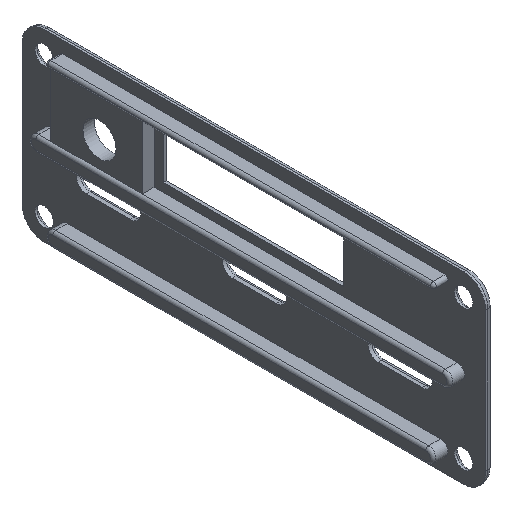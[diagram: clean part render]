
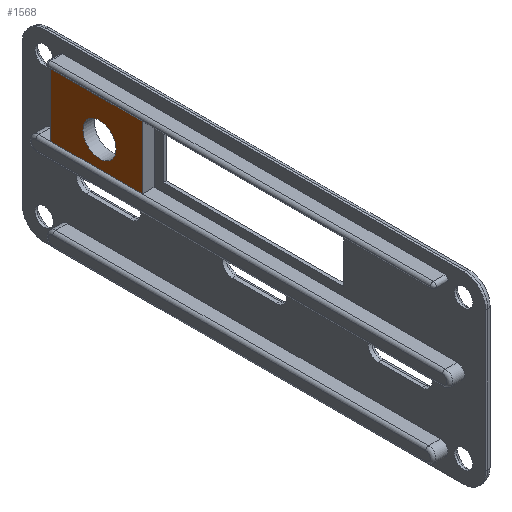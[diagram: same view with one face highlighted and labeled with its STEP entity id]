
A CAD part, isometric view. The second image highlights one B-rep face of the part: STEP entity #1568.
In plain terms, the highlighted planar face has unit normal (-1, 0, 0).
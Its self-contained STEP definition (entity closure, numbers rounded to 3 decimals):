
#50 = VERTEX_POINT('',#51);
#51 = CARTESIAN_POINT('',(73.9,-15.857,16.04));
#497 = VERTEX_POINT('',#498);
#498 = CARTESIAN_POINT('',(73.9,-15.857,7.33));
#504 = EDGE_CURVE('',#497,#50,#505,.T.);
#505 = LINE('',#506,#507);
#506 = CARTESIAN_POINT('',(73.9,-15.857,5.482));
#507 = VECTOR('',#508,1.);
#508 = DIRECTION('',(0.,0.,1.));
#546 = EDGE_CURVE('',#547,#50,#549,.T.);
#547 = VERTEX_POINT('',#548);
#548 = CARTESIAN_POINT('',(73.9,-3.441,16.04));
#549 = LINE('',#550,#551);
#550 = CARTESIAN_POINT('',(73.9,-3.43,16.04));
#551 = VECTOR('',#552,1.);
#552 = DIRECTION('',(0.,-1.,0.));
#1467 = VERTEX_POINT('',#1468);
#1468 = CARTESIAN_POINT('',(73.9,-3.441,7.33));
#1497 = EDGE_CURVE('',#547,#1467,#1498,.T.);
#1498 = LINE('',#1499,#1500);
#1499 = CARTESIAN_POINT('',(73.9,-3.441,16.665));
#1500 = VECTOR('',#1501,1.);
#1501 = DIRECTION('',(0.,0.,-1.));
#1568 = ADVANCED_FACE('',(#1569,#1580),#1591,.F.);
#1569 = FACE_BOUND('',#1570,.F.);
#1570 = EDGE_LOOP('',(#1571,#1577,#1578,#1579));
#1571 = ORIENTED_EDGE('',*,*,#1572,.T.);
#1572 = EDGE_CURVE('',#497,#1467,#1573,.T.);
#1573 = LINE('',#1574,#1575);
#1574 = CARTESIAN_POINT('',(73.9,-57.05,7.33));
#1575 = VECTOR('',#1576,1.);
#1576 = DIRECTION('',(0.,1.,0.));
#1577 = ORIENTED_EDGE('',*,*,#1497,.F.);
#1578 = ORIENTED_EDGE('',*,*,#546,.T.);
#1579 = ORIENTED_EDGE('',*,*,#504,.F.);
#1580 = FACE_BOUND('',#1581,.F.);
#1581 = EDGE_LOOP('',(#1582));
#1582 = ORIENTED_EDGE('',*,*,#1583,.T.);
#1583 = EDGE_CURVE('',#1584,#1584,#1586,.T.);
#1584 = VERTEX_POINT('',#1585);
#1585 = CARTESIAN_POINT('',(73.9,-7.798,10.846));
#1586 = CIRCLE('',#1587,2.25);
#1587 = AXIS2_PLACEMENT_3D('',#1588,#1589,#1590);
#1588 = CARTESIAN_POINT('',(73.9,-10.048,10.846));
#1589 = DIRECTION('',(-1.,0.,0.));
#1590 = DIRECTION('',(0.,1.,0.));
#1591 = PLANE('',#1592);
#1592 = AXIS2_PLACEMENT_3D('',#1593,#1594,#1595);
#1593 = CARTESIAN_POINT('',(73.9,-9.729,11.028));
#1594 = DIRECTION('',(1.,0.,0.));
#1595 = DIRECTION('',(0.,0.,1.));
